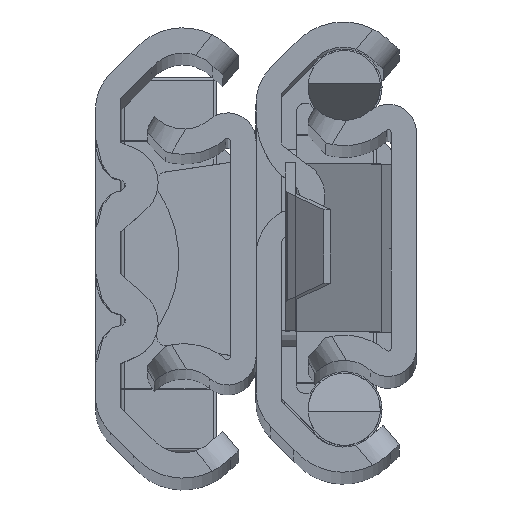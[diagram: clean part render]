
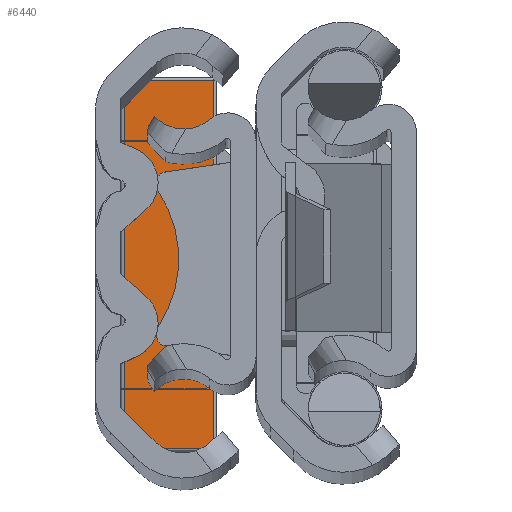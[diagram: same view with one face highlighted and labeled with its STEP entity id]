
A CAD part, top view. The second image highlights one B-rep face of the part: STEP entity #6440.
In plain terms, the highlighted planar face has unit normal (0, 0, 1).
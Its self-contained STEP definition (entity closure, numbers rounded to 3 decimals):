
#710 = DIRECTION ( 'NONE',  ( 0., 1., 0. ) ) ;
#1262 = PLANE ( 'NONE',  #8878 ) ;
#1484 = VECTOR ( 'NONE', #710, 1000. ) ;
#2726 = LINE ( 'NONE', #7264, #13908 ) ;
#3270 = VERTEX_POINT ( 'NONE', #6328 ) ;
#4085 = VECTOR ( 'NONE', #10351, 1000. ) ;
#4531 = CARTESIAN_POINT ( 'NONE',  ( -11.15, 5.7, 3.25 ) ) ;
#4627 = VECTOR ( 'NONE', #13156, 1000. ) ;
#4933 = ORIENTED_EDGE ( 'NONE', *, *, #5088, .T. ) ;
#5088 = EDGE_CURVE ( 'NONE', #11188, #3270, #8148, .T. ) ;
#5444 = CARTESIAN_POINT ( 'NONE',  ( -10.95, 0.2, 3.25 ) ) ;
#5796 = DIRECTION ( 'NONE',  ( 0., 0., -1. ) ) ;
#6328 = CARTESIAN_POINT ( 'NONE',  ( -10.95, 5.5, 3.25 ) ) ;
#6440 = ADVANCED_FACE ( 'NONE', ( #6719 ), #1262, .F. ) ;
#6681 = ORIENTED_EDGE ( 'NONE', *, *, #11306, .T. ) ;
#6719 = FACE_OUTER_BOUND ( 'NONE', #9635, .T. ) ;
#7005 = CARTESIAN_POINT ( 'NONE',  ( -11.15, 5.5, 3.25 ) ) ;
#7034 = ORIENTED_EDGE ( 'NONE', *, *, #8251, .T. ) ;
#7264 = CARTESIAN_POINT ( 'NONE',  ( -11.15, 0.2, 3.25 ) ) ;
#8148 = LINE ( 'NONE', #7005, #4085 ) ;
#8251 = EDGE_CURVE ( 'NONE', #9205, #11973, #2726, .T. ) ;
#8811 = CARTESIAN_POINT ( 'NONE',  ( -10.95, 5.7, 3.25 ) ) ;
#8878 = AXIS2_PLACEMENT_3D ( 'NONE', #4531, #5796, #9859 ) ;
#9122 = DIRECTION ( 'NONE',  ( 1., 0., 0. ) ) ;
#9205 = VERTEX_POINT ( 'NONE', #5444 ) ;
#9458 = ORIENTED_EDGE ( 'NONE', *, *, #12396, .T. ) ;
#9525 = LINE ( 'NONE', #11813, #1484 ) ;
#9635 = EDGE_LOOP ( 'NONE', ( #4933, #6681, #7034, #9458 ) ) ;
#9736 = CARTESIAN_POINT ( 'NONE',  ( 10.95, 5.5, 3.25 ) ) ;
#9859 = DIRECTION ( 'NONE',  ( -1., 0., 0. ) ) ;
#10351 = DIRECTION ( 'NONE',  ( -1., 0., 0. ) ) ;
#11188 = VERTEX_POINT ( 'NONE', #9736 ) ;
#11306 = EDGE_CURVE ( 'NONE', #3270, #9205, #14000, .T. ) ;
#11813 = CARTESIAN_POINT ( 'NONE',  ( 10.95, 5.7, 3.25 ) ) ;
#11973 = VERTEX_POINT ( 'NONE', #13756 ) ;
#12396 = EDGE_CURVE ( 'NONE', #11973, #11188, #9525, .T. ) ;
#13156 = DIRECTION ( 'NONE',  ( 0., -1., 0. ) ) ;
#13756 = CARTESIAN_POINT ( 'NONE',  ( 10.95, 0.2, 3.25 ) ) ;
#13908 = VECTOR ( 'NONE', #9122, 1000. ) ;
#14000 = LINE ( 'NONE', #8811, #4627 ) ;
